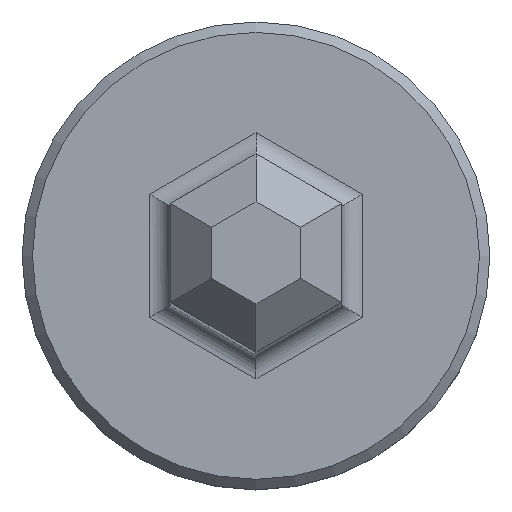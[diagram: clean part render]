
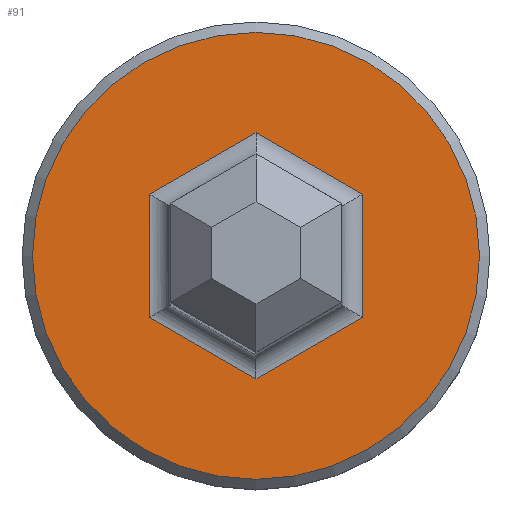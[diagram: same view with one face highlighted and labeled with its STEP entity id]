
A CAD part, top view. The second image highlights one B-rep face of the part: STEP entity #91.
In plain terms, the highlighted planar face has unit normal (0, 0, 1).
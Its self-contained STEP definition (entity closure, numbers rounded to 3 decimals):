
#66=FACE_BOUND('',#200,.T.);
#67=FACE_BOUND('',#201,.T.);
#76=CIRCLE('',#722,2.15);
#91=ADVANCED_FACE('',(#66,#67),#133,.T.);
#133=PLANE('',#723);
#200=EDGE_LOOP('',(#290,#291,#292,#293,#294,#295));
#201=EDGE_LOOP('',(#296));
#290=ORIENTED_EDGE('',*,*,#530,.T.);
#291=ORIENTED_EDGE('',*,*,#531,.T.);
#292=ORIENTED_EDGE('',*,*,#532,.T.);
#293=ORIENTED_EDGE('',*,*,#533,.T.);
#294=ORIENTED_EDGE('',*,*,#534,.T.);
#295=ORIENTED_EDGE('',*,*,#535,.T.);
#296=ORIENTED_EDGE('',*,*,#536,.T.);
#466=VERTEX_POINT('',#989);
#467=VERTEX_POINT('',#990);
#468=VERTEX_POINT('',#992);
#469=VERTEX_POINT('',#994);
#470=VERTEX_POINT('',#996);
#471=VERTEX_POINT('',#998);
#472=VERTEX_POINT('',#1001);
#530=EDGE_CURVE('',#466,#467,#616,.T.);
#531=EDGE_CURVE('',#467,#468,#617,.T.);
#532=EDGE_CURVE('',#468,#469,#618,.T.);
#533=EDGE_CURVE('',#469,#470,#619,.T.);
#534=EDGE_CURVE('',#470,#471,#620,.T.);
#535=EDGE_CURVE('',#471,#466,#621,.T.);
#536=EDGE_CURVE('',#472,#472,#76,.T.);
#616=LINE('',#988,#670);
#617=LINE('',#991,#671);
#618=LINE('',#993,#672);
#619=LINE('',#995,#673);
#620=LINE('',#997,#674);
#621=LINE('',#999,#675);
#670=VECTOR('',#798,1.);
#671=VECTOR('',#799,1.);
#672=VECTOR('',#800,1.);
#673=VECTOR('',#801,1.);
#674=VECTOR('',#802,1.);
#675=VECTOR('',#803,1.);
#722=AXIS2_PLACEMENT_3D('',#1000,#804,#805);
#723=AXIS2_PLACEMENT_3D('',#1002,#806,#807);
#798=DIRECTION('',(-0.866,0.5,0.));
#799=DIRECTION('',(0.,1.,0.));
#800=DIRECTION('',(0.866,0.5,0.));
#801=DIRECTION('',(0.866,-0.5,0.));
#802=DIRECTION('',(0.,-1.,0.));
#803=DIRECTION('',(-0.866,-0.5,0.));
#804=DIRECTION('',(0.,0.,1.));
#805=DIRECTION('',(1.,0.,0.));
#806=DIRECTION('',(0.,0.,1.));
#807=DIRECTION('',(1.,0.,0.));
#988=CARTESIAN_POINT('',(-0.513,-0.888,1.5));
#989=CARTESIAN_POINT('',(0.,-1.184,1.5));
#990=CARTESIAN_POINT('',(-1.025,-0.592,1.5));
#991=CARTESIAN_POINT('',(-1.025,0.,1.5));
#992=CARTESIAN_POINT('',(-1.025,0.592,1.5));
#993=CARTESIAN_POINT('',(-0.513,0.888,1.5));
#994=CARTESIAN_POINT('',(0.,1.184,1.5));
#995=CARTESIAN_POINT('',(0.513,0.888,1.5));
#996=CARTESIAN_POINT('',(1.025,0.592,1.5));
#997=CARTESIAN_POINT('',(1.025,0.,1.5));
#998=CARTESIAN_POINT('',(1.025,-0.592,1.5));
#999=CARTESIAN_POINT('',(0.512,-0.888,1.5));
#1000=CARTESIAN_POINT('',(0.,0.,1.5));
#1001=CARTESIAN_POINT('',(2.15,0.,1.5));
#1002=CARTESIAN_POINT('',(0.,0.,1.5));
